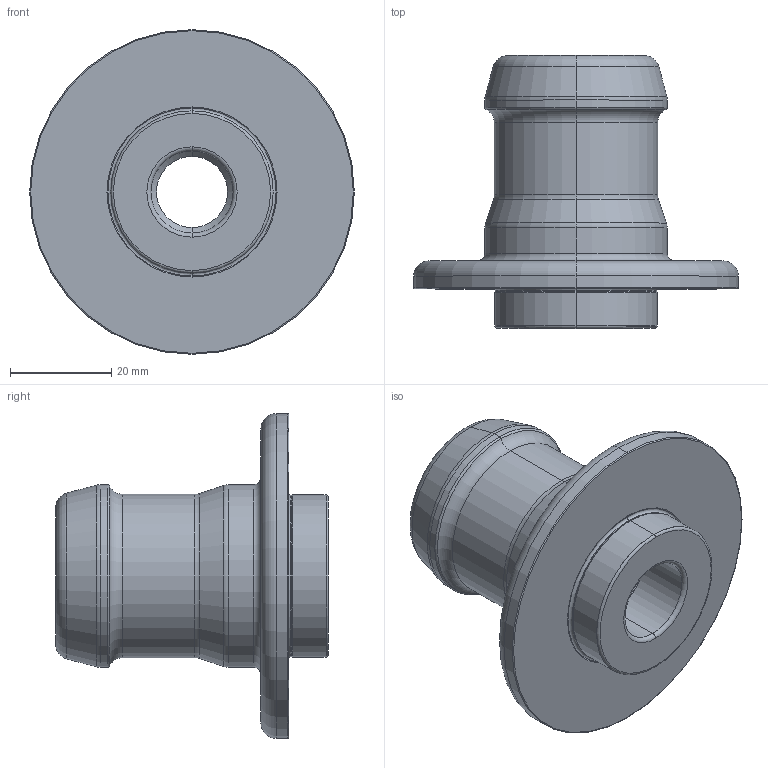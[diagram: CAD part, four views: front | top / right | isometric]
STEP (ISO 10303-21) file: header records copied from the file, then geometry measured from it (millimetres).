
FILE_DESCRIPTION (( 'STEP AP214' ), '1' );
FILE_NAME ('804 294 EZNi o.Zentr ø32_BI. 7.8 Speedy classic 3 045-412-02.STEP', '2014-04-23T09:06:28', ( '' ), ( '' ), 'SwSTEP 2.0', 'SolidWorks 2013', '' );
FILE_SCHEMA (( 'AUTOMOTIVE_DESIGN' ));
Length unit declared in the file: millimetre
Products named in the file (1): 804 294 EZNi o.Zentr ø32_BI. 7.8 Speedy classic 3 045-412-02
Bounding box: 64 x 53.8 x 64 mm (x, y, z)
Volume: 49582.4 mm3; surface area: 14100.5 mm2
Topology: 1 solids, 1 shells, 70 faces, 140 edges, 74 vertices
Faces by surface type: torus 32, cylinder 18, cone 16, plane 4
Entity records: 1844 total; most frequent: DIRECTION 388, CARTESIAN_POINT 285, ORIENTED_EDGE 280, AXIS2_PLACEMENT_3D 177, EDGE_CURVE 140, CIRCLE 106, VERTEX_POINT 74, EDGE_LOOP 74
